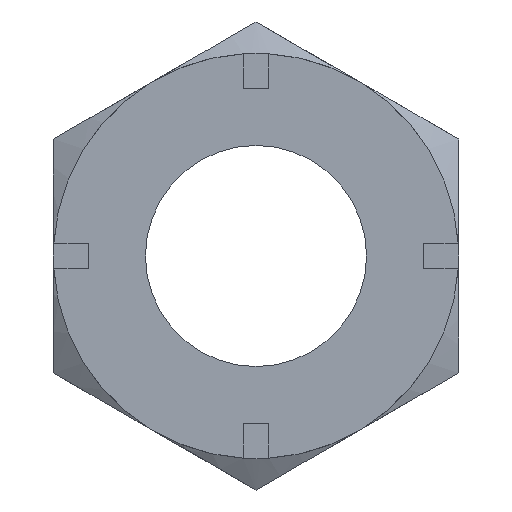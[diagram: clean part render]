
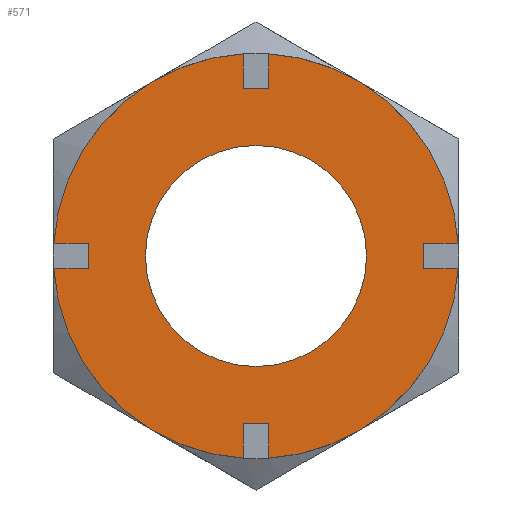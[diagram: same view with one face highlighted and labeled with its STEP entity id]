
A CAD part, left-side view. The second image highlights one B-rep face of the part: STEP entity #571.
In plain terms, the highlighted planar face has unit normal (-1, 0, 0).
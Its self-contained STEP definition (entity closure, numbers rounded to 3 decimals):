
#229=EDGE_CURVE('',#241,#251,#651,.T.);
#241=VERTEX_POINT('',#664);
#249=EDGE_CURVE('',#543,#517,#672,.T.);
#251=VERTEX_POINT('',#674);
#255=EDGE_CURVE('',#297,#269,#678,.T.);
#269=VERTEX_POINT('',#693);
#271=EDGE_CURVE('',#381,#435,#695,.T.);
#297=VERTEX_POINT('',#725);
#303=EDGE_CURVE('',#577,#251,#731,.T.);
#307=EDGE_CURVE('',#383,#327,#736,.T.);
#309=EDGE_CURVE('',#297,#365,#738,.T.);
#313=EDGE_CURVE('',#393,#341,#742,.T.);
#319=EDGE_CURVE('',#327,#341,#750,.T.);
#323=EDGE_CURVE('',#397,#409,#754,.T.);
#327=VERTEX_POINT('',#758);
#331=EDGE_CURVE('',#409,#365,#762,.T.);
#341=VERTEX_POINT('',#772);
#353=EDGE_CURVE('',#381,#383,#785,.T.);
#359=EDGE_CURVE('',#393,#397,#791,.T.);
#365=VERTEX_POINT('',#798);
#381=VERTEX_POINT('',#818);
#383=VERTEX_POINT('',#820);
#387=EDGE_CURVE('',#445,#421,#824,.T.);
#393=VERTEX_POINT('',#830);
#397=VERTEX_POINT('',#835);
#409=VERTEX_POINT('',#848);
#413=EDGE_CURVE('',#421,#435,#854,.T.);
#421=VERTEX_POINT('',#863);
#435=VERTEX_POINT('',#880);
#437=EDGE_CURVE('',#577,#445,#882,.T.);
#445=VERTEX_POINT('',#890);
#467=EDGE_CURVE('',#269,#241,#914,.T.);
#517=VERTEX_POINT('',#970);
#543=VERTEX_POINT('',#999);
#571=ADVANCED_FACE('',(#1031,#1032),#1033,.T.);
#577=VERTEX_POINT('',#1039);
#613=EDGE_CURVE('',#517,#543,#1078,.T.);
#651=LINE('',#1110,#1111);
#664=CARTESIAN_POINT('',(-19.0,-0.7,-9.1));
#672=CIRCLE('',#1168,6.0);
#674=CARTESIAN_POINT('',(-19.,-0.7,-10.978));
#678=LINE('',#1174,#1175);
#693=CARTESIAN_POINT('',(-19.0,0.7,-9.1));
#695=CIRCLE('',#1207,11.0);
#725=CARTESIAN_POINT('',(-19.,0.7,-10.978));
#731=CIRCLE('',#1270,11.0);
#736=LINE('',#1276,#1277);
#738=CIRCLE('',#1280,11.0);
#742=CIRCLE('',#1285,11.0);
#750=LINE('',#1294,#1295);
#754=LINE('',#1302,#1303);
#758=CARTESIAN_POINT('',(-19.0,0.7,9.1));
#762=LINE('',#1314,#1315);
#772=CARTESIAN_POINT('',(-19.,0.7,10.978));
#785=LINE('',#1353,#1354);
#791=LINE('',#1365,#1366);
#798=CARTESIAN_POINT('',(-19.,10.978,-0.7));
#818=CARTESIAN_POINT('',(-19.,-0.7,10.978));
#820=CARTESIAN_POINT('',(-19.0,-0.7,9.1));
#824=LINE('',#1404,#1405);
#830=CARTESIAN_POINT('',(-19.,10.978,0.7));
#835=CARTESIAN_POINT('',(-19.0,9.1,0.7));
#848=CARTESIAN_POINT('',(-19.0,9.1,-0.7));
#854=LINE('',#1446,#1447);
#863=CARTESIAN_POINT('',(-19.0,-9.1,0.7));
#880=CARTESIAN_POINT('',(-19.,-10.978,0.7));
#882=LINE('',#1493,#1494);
#890=CARTESIAN_POINT('',(-19.0,-9.1,-0.7));
#914=LINE('',#1547,#1548);
#970=CARTESIAN_POINT('',(-19.,-6.,0.));
#999=CARTESIAN_POINT('',(-19.,6.,0.));
#1031=FACE_BOUND('',#1756,.T.);
#1032=FACE_OUTER_BOUND('',#1757,.T.);
#1033=PLANE('',#1758);
#1039=CARTESIAN_POINT('',(-19.,-10.978,-0.7));
#1078=CIRCLE('',#1880,6.0);
#1110=CARTESIAN_POINT('',(-19.,-0.7,-5.5));
#1111=VECTOR('',#1919,1.0);
#1168=AXIS2_PLACEMENT_3D('',#1933,#1934,#1935);
#1174=CARTESIAN_POINT('',(-19.,0.7,-4.55));
#1175=VECTOR('',#1937,1.0);
#1207=AXIS2_PLACEMENT_3D('',#1948,#1949,#1950);
#1270=AXIS2_PLACEMENT_3D('',#1989,#1990,#1991);
#1276=CARTESIAN_POINT('',(-19.,4.6,9.1));
#1277=VECTOR('',#2000,1.0);
#1280=AXIS2_PLACEMENT_3D('',#2001,#2002,#2003);
#1285=AXIS2_PLACEMENT_3D('',#2004,#2005,#2006);
#1294=CARTESIAN_POINT('',(-19.,0.7,5.5));
#1295=VECTOR('',#2024,1.0);
#1302=CARTESIAN_POINT('',(-19.,9.1,-0.35));
#1303=VECTOR('',#2026,1.0);
#1314=CARTESIAN_POINT('',(-19.,9.75,-0.7));
#1315=VECTOR('',#2028,1.0);
#1353=CARTESIAN_POINT('',(-19.,-0.7,4.55));
#1354=VECTOR('',#2039,1.0);
#1365=CARTESIAN_POINT('',(-19.,8.8,0.7));
#1366=VECTOR('',#2042,1.0);
#1404=CARTESIAN_POINT('',(-19.,-9.1,0.35));
#1405=VECTOR('',#2087,1.0);
#1446=CARTESIAN_POINT('',(-19.,-1.25,0.7));
#1447=VECTOR('',#2126,1.0);
#1493=CARTESIAN_POINT('',(-19.,-0.3,-0.7));
#1494=VECTOR('',#2167,1.0);
#1547=CARTESIAN_POINT('',(-19.,3.9,-9.1));
#1548=VECTOR('',#2199,1.0);
#1756=EDGE_LOOP('',(#2352,#2353));
#1757=EDGE_LOOP('',(#2354,#2355,#2356,#2357,#2358,#2359,#2360,#2361,#2362,#2363,#2364,#2365,#2366,#2367,#2368,#2369));
#1758=AXIS2_PLACEMENT_3D('',#2370,#2371,#2372);
#1880=AXIS2_PLACEMENT_3D('',#2402,#2403,#2404);
#1919=DIRECTION('',(0.0,0.0,-1.0));
#1933=CARTESIAN_POINT('',(-19.,0.,0.));
#1934=DIRECTION('',(1.0,0.0,-0.0));
#1935=DIRECTION('',(0.0,1.0,0.));
#1937=DIRECTION('',(0.0,0.0,1.0));
#1948=CARTESIAN_POINT('',(-19.,0.,0.));
#1949=DIRECTION('',(1.0,0.0,-0.0));
#1950=DIRECTION('',(0.0,1.0,0.));
#1989=CARTESIAN_POINT('',(-19.,0.,0.));
#1990=DIRECTION('',(1.0,0.0,-0.0));
#1991=DIRECTION('',(0.0,1.0,0.));
#2000=DIRECTION('',(0.0,1.0,0.0));
#2001=CARTESIAN_POINT('',(-19.,0.,0.));
#2002=DIRECTION('',(1.0,0.0,-0.0));
#2003=DIRECTION('',(0.0,1.0,0.));
#2004=CARTESIAN_POINT('',(-19.,0.,0.));
#2005=DIRECTION('',(1.0,0.0,-0.0));
#2006=DIRECTION('',(0.0,1.0,0.));
#2024=DIRECTION('',(0.0,0.0,1.0));
#2026=DIRECTION('',(0.0,0.0,-1.0));
#2028=DIRECTION('',(0.0,1.0,0.0));
#2039=DIRECTION('',(0.0,0.0,-1.0));
#2042=DIRECTION('',(0.0,-1.0,0.0));
#2087=DIRECTION('',(0.0,0.0,1.0));
#2126=DIRECTION('',(0.0,-1.0,0.0));
#2167=DIRECTION('',(0.0,1.0,0.0));
#2199=DIRECTION('',(0.0,-1.0,0.0));
#2352=ORIENTED_EDGE('',*,*,#249,.T.);
#2353=ORIENTED_EDGE('',*,*,#613,.T.);
#2354=ORIENTED_EDGE('',*,*,#353,.T.);
#2355=ORIENTED_EDGE('',*,*,#307,.T.);
#2356=ORIENTED_EDGE('',*,*,#319,.T.);
#2357=ORIENTED_EDGE('',*,*,#313,.F.);
#2358=ORIENTED_EDGE('',*,*,#359,.T.);
#2359=ORIENTED_EDGE('',*,*,#323,.T.);
#2360=ORIENTED_EDGE('',*,*,#331,.T.);
#2361=ORIENTED_EDGE('',*,*,#309,.F.);
#2362=ORIENTED_EDGE('',*,*,#255,.T.);
#2363=ORIENTED_EDGE('',*,*,#467,.T.);
#2364=ORIENTED_EDGE('',*,*,#229,.T.);
#2365=ORIENTED_EDGE('',*,*,#303,.F.);
#2366=ORIENTED_EDGE('',*,*,#437,.T.);
#2367=ORIENTED_EDGE('',*,*,#387,.T.);
#2368=ORIENTED_EDGE('',*,*,#413,.T.);
#2369=ORIENTED_EDGE('',*,*,#271,.F.);
#2370=CARTESIAN_POINT('',(-19.,8.5,0.));
#2371=DIRECTION('',(-1.0,0.0,0.0));
#2372=DIRECTION('',(0.0,-1.0,0.));
#2402=CARTESIAN_POINT('',(-19.,0.,0.));
#2403=DIRECTION('',(1.0,0.0,-0.0));
#2404=DIRECTION('',(0.0,1.0,0.));
